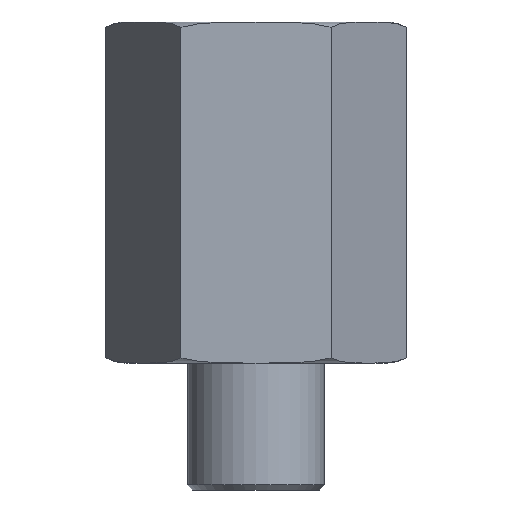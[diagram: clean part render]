
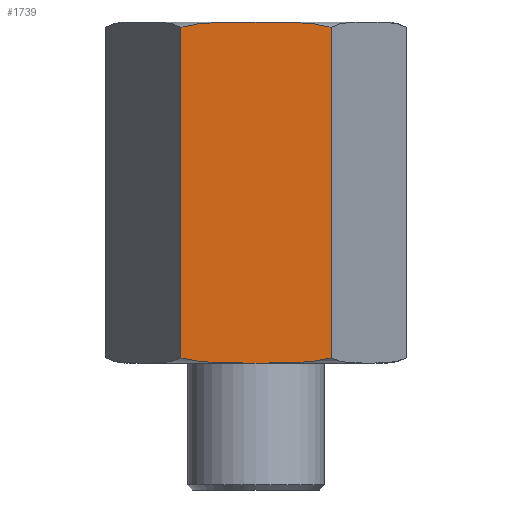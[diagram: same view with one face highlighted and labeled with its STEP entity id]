
A CAD part, front view. The second image highlights one B-rep face of the part: STEP entity #1739.
In plain terms, the highlighted planar face has unit normal (0, -1, 0).
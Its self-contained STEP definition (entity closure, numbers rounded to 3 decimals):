
#193=VECTOR('',#5645,1.);
#194=VECTOR('',#5647,1.);
#257=LINE('',#2825,#193);
#258=LINE('',#2864,#194);
#319=B_SPLINE_CURVE_WITH_KNOTS('',3,(#2601,#2602,#2603,#2604,#2605,#2606,
#2607,#2608,#2609,#2610,#2611),.UNSPECIFIED.,.F.,.U.,(4,2,3,2,4),(-0.744,
-0.372,0.,0.372,0.744),
 .UNSPECIFIED.);
#324=B_SPLINE_CURVE_WITH_KNOTS('',3,(#2674,#2675,#2676,#2677,#2678,#2679,
#2680,#2681,#2682,#2683,#2684),.UNSPECIFIED.,.F.,.U.,(4,2,3,2,4),(-0.744,
-0.372,0.,0.372,0.744),
 .UNSPECIFIED.);
#335=B_SPLINE_CURVE_WITH_KNOTS('',3,(#2866,#2867,#2868,#2869,#2870,#2871,
#2872,#2873,#2874,#2875),.UNSPECIFIED.,.F.,.U.,(4,2,2,2,4),(1.611,
1.983,2.355,2.727,3.099),
 .UNSPECIFIED.);
#336=B_SPLINE_CURVE_WITH_KNOTS('',3,(#2876,#2877,#2878,#2879,#2880,#2881,
#2882,#2883,#2884,#2885),.UNSPECIFIED.,.F.,.U.,(4,2,2,2,4),(1.611,
1.983,2.355,2.727,3.099),
 .UNSPECIFIED.);
#412=PLANE('',#1878);
#470=VERTEX_POINT('',#2038);
#503=VERTEX_POINT('',#2612);
#504=VERTEX_POINT('',#2613);
#509=VERTEX_POINT('',#2672);
#517=VERTEX_POINT('',#2826);
#518=VERTEX_POINT('',#2865);
#770=EDGE_CURVE('',#503,#504,#319,.T.);
#778=EDGE_CURVE('',#509,#503,#324,.T.);
#792=EDGE_CURVE('',#509,#517,#257,.T.);
#795=EDGE_CURVE('',#504,#518,#258,.T.);
#796=EDGE_CURVE('',#518,#470,#335,.T.);
#797=EDGE_CURVE('',#470,#517,#336,.T.);
#1117=ORIENTED_EDGE('',*,*,#778,.T.);
#1118=ORIENTED_EDGE('',*,*,#770,.T.);
#1119=ORIENTED_EDGE('',*,*,#795,.T.);
#1120=ORIENTED_EDGE('',*,*,#796,.T.);
#1121=ORIENTED_EDGE('',*,*,#797,.T.);
#1122=ORIENTED_EDGE('',*,*,#792,.F.);
#1487=EDGE_LOOP('',(#1117,#1118,#1119,#1120,#1121,#1122));
#1621=FACE_BOUND('',#1487,.T.);
#1739=ADVANCED_FACE('',(#1621),#412,.T.);
#1878=AXIS2_PLACEMENT_3D('',#2863,#5646,$);
#2038=CARTESIAN_POINT('',(0.,-12.5,32.8));
#2601=CARTESIAN_POINT('',(-7.779,-12.5,0.692));
#2602=CARTESIAN_POINT('',(-6.615,-12.5,0.268));
#2603=CARTESIAN_POINT('',(-5.289,-12.5,0.111));
#2604=CARTESIAN_POINT('',(-2.601,-12.5,-0.016));
#2605=CARTESIAN_POINT('',(-1.24,-12.5,0.));
#2606=CARTESIAN_POINT('',(0.,-12.5,0.));
#2607=CARTESIAN_POINT('',(1.24,-12.5,0.));
#2608=CARTESIAN_POINT('',(2.601,-12.5,-0.016));
#2609=CARTESIAN_POINT('',(5.289,-12.5,0.111));
#2610=CARTESIAN_POINT('',(6.615,-12.5,0.268));
#2611=CARTESIAN_POINT('',(7.779,-12.5,0.692));
#2612=CARTESIAN_POINT('',(0.,-12.5,0.));
#2613=CARTESIAN_POINT('',(7.217,-12.5,0.51));
#2672=CARTESIAN_POINT('',(-7.217,-12.5,0.51));
#2674=CARTESIAN_POINT('',(-7.779,-12.5,0.692));
#2675=CARTESIAN_POINT('',(-6.615,-12.5,0.268));
#2676=CARTESIAN_POINT('',(-5.289,-12.5,0.111));
#2677=CARTESIAN_POINT('',(-2.601,-12.5,-0.016));
#2678=CARTESIAN_POINT('',(-1.24,-12.5,0.));
#2679=CARTESIAN_POINT('',(0.,-12.5,0.));
#2680=CARTESIAN_POINT('',(1.24,-12.5,0.));
#2681=CARTESIAN_POINT('',(2.601,-12.5,-0.016));
#2682=CARTESIAN_POINT('',(5.289,-12.5,0.111));
#2683=CARTESIAN_POINT('',(6.615,-12.5,0.268));
#2684=CARTESIAN_POINT('',(7.779,-12.5,0.692));
#2825=CARTESIAN_POINT('',(-7.217,-12.5,0.));
#2826=CARTESIAN_POINT('',(-7.217,-12.5,32.29));
#2863=CARTESIAN_POINT('',(0.,-12.5,0.));
#2864=CARTESIAN_POINT('',(7.217,-12.5,0.));
#2865=CARTESIAN_POINT('',(7.217,-12.5,32.29));
#2866=CARTESIAN_POINT('',(7.779,-12.5,32.108));
#2867=CARTESIAN_POINT('',(6.615,-12.5,32.532));
#2868=CARTESIAN_POINT('',(5.289,-12.5,32.689));
#2869=CARTESIAN_POINT('',(2.601,-12.5,32.816));
#2870=CARTESIAN_POINT('',(1.24,-12.5,32.8));
#2871=CARTESIAN_POINT('',(-1.24,-12.5,32.8));
#2872=CARTESIAN_POINT('',(-2.601,-12.5,32.816));
#2873=CARTESIAN_POINT('',(-5.289,-12.5,32.689));
#2874=CARTESIAN_POINT('',(-6.615,-12.5,32.532));
#2875=CARTESIAN_POINT('',(-7.779,-12.5,32.108));
#2876=CARTESIAN_POINT('',(7.779,-12.5,32.108));
#2877=CARTESIAN_POINT('',(6.615,-12.5,32.532));
#2878=CARTESIAN_POINT('',(5.289,-12.5,32.689));
#2879=CARTESIAN_POINT('',(2.601,-12.5,32.816));
#2880=CARTESIAN_POINT('',(1.24,-12.5,32.8));
#2881=CARTESIAN_POINT('',(-1.24,-12.5,32.8));
#2882=CARTESIAN_POINT('',(-2.601,-12.5,32.816));
#2883=CARTESIAN_POINT('',(-5.289,-12.5,32.689));
#2884=CARTESIAN_POINT('',(-6.615,-12.5,32.532));
#2885=CARTESIAN_POINT('',(-7.779,-12.5,32.108));
#5645=DIRECTION('',(0.,0.,1.));
#5646=DIRECTION('',(0.,-1.,0.));
#5647=DIRECTION('',(0.,0.,1.));
